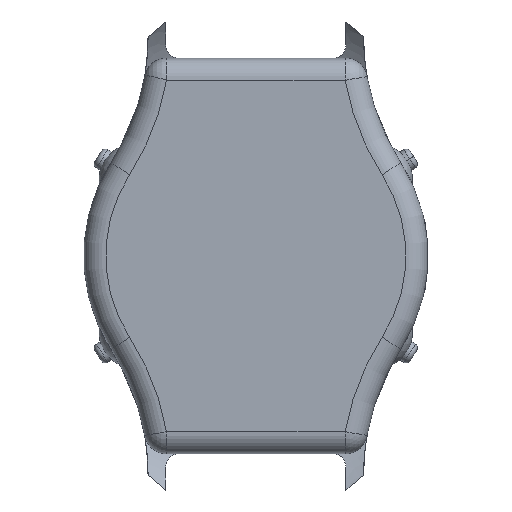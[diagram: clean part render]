
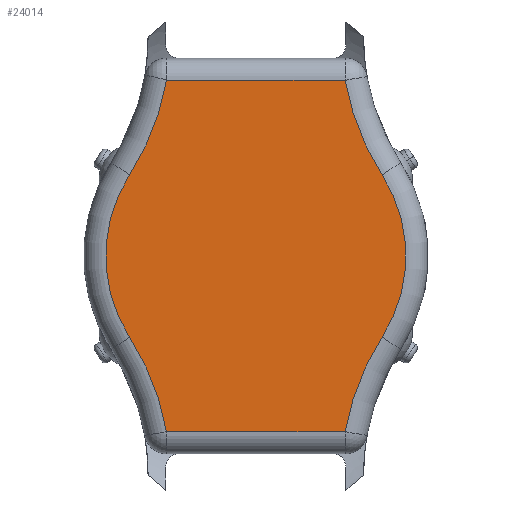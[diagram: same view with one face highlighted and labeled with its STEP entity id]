
A CAD part, front view. The second image highlights one B-rep face of the part: STEP entity #24014.
In plain terms, the highlighted planar face has unit normal (0, -1, 0).
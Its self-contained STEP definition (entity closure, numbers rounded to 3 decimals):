
#276 = EDGE_CURVE ( 'NONE', #20608, #8011, #897, .T. ) ;
#663 = DIRECTION ( 'NONE',  ( 0., 1., 0. ) ) ;
#828 = ORIENTED_EDGE ( 'NONE', *, *, #3928, .T. ) ;
#897 = CIRCLE ( 'NONE', #25536, 28.85 ) ;
#1596 = CARTESIAN_POINT ( 'NONE',  ( 10.123, -11.31, 19.9 ) ) ;
#1951 = CIRCLE ( 'NONE', #4577, 17. ) ;
#3419 = ORIENTED_EDGE ( 'NONE', *, *, #9715, .T. ) ;
#3928 = EDGE_CURVE ( 'NONE', #5467, #11321, #26932, .T. ) ;
#4107 = DIRECTION ( 'NONE',  ( 0., 0., 1. ) ) ;
#4577 = AXIS2_PLACEMENT_3D ( 'NONE', #27954, #15336, #8726 ) ;
#5283 = DIRECTION ( 'NONE',  ( 0., 0., 1. ) ) ;
#5467 = VERTEX_POINT ( 'NONE', #29287 ) ;
#5562 = EDGE_CURVE ( 'NONE', #13381, #20608, #1951, .T. ) ;
#6958 = VERTEX_POINT ( 'NONE', #23756 ) ;
#7030 = DIRECTION ( 'NONE',  ( 0., 1., 0. ) ) ;
#8011 = VERTEX_POINT ( 'NONE', #18999 ) ;
#8149 = EDGE_LOOP ( 'NONE', ( #23850, #13977, #11673, #29749, #20387, #13195, #828, #3419 ) ) ;
#8304 = CIRCLE ( 'NONE', #26650, 28.926 ) ;
#8323 = AXIS2_PLACEMENT_3D ( 'NONE', #1596, #14062, #31799 ) ;
#8360 = CARTESIAN_POINT ( 'NONE',  ( -38.55, -11.31, -24.822 ) ) ;
#8726 = DIRECTION ( 'NONE',  ( 0., 0., 1. ) ) ;
#8794 = EDGE_CURVE ( 'NONE', #6958, #20028, #12172, .T. ) ;
#9715 = EDGE_CURVE ( 'NONE', #11321, #6958, #21401, .T. ) ;
#9991 = DIRECTION ( 'NONE',  ( 0., 0., 1. ) ) ;
#10111 = DIRECTION ( 'NONE',  ( 0., 0., 1. ) ) ;
#11321 = VERTEX_POINT ( 'NONE', #21884 ) ;
#11626 = AXIS2_PLACEMENT_3D ( 'NONE', #25040, #25205, #10111 ) ;
#11673 = ORIENTED_EDGE ( 'NONE', *, *, #30401, .T. ) ;
#11778 = FACE_OUTER_BOUND ( 'NONE', #8149, .T. ) ;
#12172 = CIRCLE ( 'NONE', #11626, 28.85 ) ;
#12265 = LINE ( 'NONE', #19786, #28369 ) ;
#12839 = CARTESIAN_POINT ( 'NONE',  ( 10.123, -11.31, 19.9 ) ) ;
#13161 = CARTESIAN_POINT ( 'NONE',  ( 38.55, -11.31, -24.822 ) ) ;
#13195 = ORIENTED_EDGE ( 'NONE', *, *, #23053, .T. ) ;
#13381 = VERTEX_POINT ( 'NONE', #17082 ) ;
#13524 = AXIS2_PLACEMENT_3D ( 'NONE', #22478, #22641, #9991 ) ;
#13977 = ORIENTED_EDGE ( 'NONE', *, *, #25430, .T. ) ;
#14062 = DIRECTION ( 'NONE',  ( 0., 1., 0. ) ) ;
#14704 = VECTOR ( 'NONE', #29716, 1000. ) ;
#14894 = CARTESIAN_POINT ( 'NONE',  ( 10.123, -11.31, 19.9 ) ) ;
#15293 = DIRECTION ( 'NONE',  ( 0., 1., 0. ) ) ;
#15336 = DIRECTION ( 'NONE',  ( 0., -1., 0. ) ) ;
#17008 = CARTESIAN_POINT ( 'NONE',  ( -10.117, -11.31, 19.9 ) ) ;
#17082 = CARTESIAN_POINT ( 'NONE',  ( -14.293, -11.31, 9.203 ) ) ;
#18999 = CARTESIAN_POINT ( 'NONE',  ( -10.123, -11.31, -19.9 ) ) ;
#19786 = CARTESIAN_POINT ( 'NONE',  ( 10.123, -11.31, -19.9 ) ) ;
#20028 = VERTEX_POINT ( 'NONE', #14894 ) ;
#20239 = VERTEX_POINT ( 'NONE', #17008 ) ;
#20387 = ORIENTED_EDGE ( 'NONE', *, *, #276, .T. ) ;
#20608 = VERTEX_POINT ( 'NONE', #24626 ) ;
#20685 = DIRECTION ( 'NONE',  ( 0., 0., 1. ) ) ;
#21401 = CIRCLE ( 'NONE', #13524, 17. ) ;
#21884 = CARTESIAN_POINT ( 'NONE',  ( 14.293, -11.31, -9.203 ) ) ;
#22402 = DIRECTION ( 'NONE',  ( 1., 0., 0. ) ) ;
#22478 = CARTESIAN_POINT ( 'NONE',  ( 0., -11.31, 0. ) ) ;
#22641 = DIRECTION ( 'NONE',  ( 0., -1., 0. ) ) ;
#23053 = EDGE_CURVE ( 'NONE', #8011, #5467, #12265, .T. ) ;
#23589 = PLANE ( 'NONE',  #8323 ) ;
#23756 = CARTESIAN_POINT ( 'NONE',  ( 14.293, -11.31, 9.203 ) ) ;
#23850 = ORIENTED_EDGE ( 'NONE', *, *, #8794, .T. ) ;
#24014 = ADVANCED_FACE ( 'NONE', ( #11778 ), #23589, .F. ) ;
#24626 = CARTESIAN_POINT ( 'NONE',  ( -14.293, -11.31, -9.203 ) ) ;
#24970 = LINE ( 'NONE', #12839, #14704 ) ;
#25040 = CARTESIAN_POINT ( 'NONE',  ( 38.55, -11.31, 24.822 ) ) ;
#25205 = DIRECTION ( 'NONE',  ( 0., 1., 0. ) ) ;
#25430 = EDGE_CURVE ( 'NONE', #20028, #20239, #24970, .T. ) ;
#25536 = AXIS2_PLACEMENT_3D ( 'NONE', #8360, #663, #20685 ) ;
#26650 = AXIS2_PLACEMENT_3D ( 'NONE', #29342, #7030, #4107 ) ;
#26932 = CIRCLE ( 'NONE', #31139, 28.85 ) ;
#27954 = CARTESIAN_POINT ( 'NONE',  ( 0., -11.31, 0. ) ) ;
#28369 = VECTOR ( 'NONE', #22402, 1000. ) ;
#29287 = CARTESIAN_POINT ( 'NONE',  ( 10.123, -11.31, -19.9 ) ) ;
#29342 = CARTESIAN_POINT ( 'NONE',  ( -38.614, -11.31, 24.863 ) ) ;
#29716 = DIRECTION ( 'NONE',  ( -1., 0., 0. ) ) ;
#29749 = ORIENTED_EDGE ( 'NONE', *, *, #5562, .T. ) ;
#30401 = EDGE_CURVE ( 'NONE', #20239, #13381, #8304, .T. ) ;
#31139 = AXIS2_PLACEMENT_3D ( 'NONE', #13161, #15293, #5283 ) ;
#31799 = DIRECTION ( 'NONE',  ( 0., 0., 1. ) ) ;
